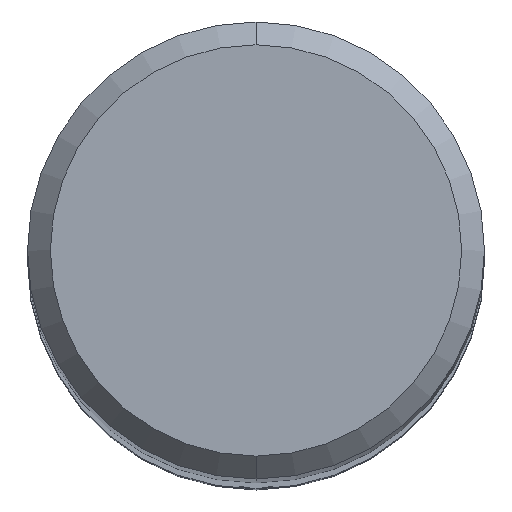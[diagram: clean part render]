
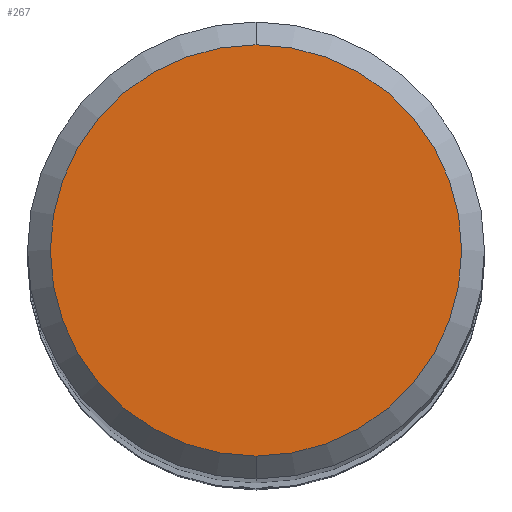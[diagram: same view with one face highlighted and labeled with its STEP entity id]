
A CAD part, top view. The second image highlights one B-rep face of the part: STEP entity #267.
In plain terms, the highlighted planar face has unit normal (0, 0, 1).
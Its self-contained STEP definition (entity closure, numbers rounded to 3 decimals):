
#267=ADVANCED_FACE('',(#607),#608,.T.);
#277=VERTEX_POINT('',#620);
#295=VERTEX_POINT('',#639);
#319=EDGE_CURVE('',#295,#277,#665,.T.);
#339=EDGE_CURVE('',#277,#295,#690,.T.);
#607=FACE_OUTER_BOUND('',#995,.T.);
#608=PLANE('',#996);
#620=CARTESIAN_POINT('',(0.0,4.5,0.));
#639=CARTESIAN_POINT('',(0.,-4.5,0.));
#665=CIRCLE('',#1143,4.5);
#690=CIRCLE('',#1202,4.5);
#995=EDGE_LOOP('',(#1698,#1699));
#996=AXIS2_PLACEMENT_3D('',#1700,#1701,#1702);
#1143=AXIS2_PLACEMENT_3D('',#1765,#1766,#1767);
#1202=AXIS2_PLACEMENT_3D('',#1803,#1804,#1805);
#1698=ORIENTED_EDGE('',*,*,#339,.F.);
#1699=ORIENTED_EDGE('',*,*,#319,.F.);
#1700=CARTESIAN_POINT('',(0.0,2.25,0.));
#1701=DIRECTION('',(-0.0,0.0,1.0));
#1702=DIRECTION('',(0.0,-1.0,0.0));
#1765=CARTESIAN_POINT('',(0.0,0.0,0.));
#1766=DIRECTION('',(0.0,0.0,-1.0));
#1767=DIRECTION('',(0.0,1.0,0.0));
#1803=CARTESIAN_POINT('',(0.0,0.0,0.));
#1804=DIRECTION('',(0.0,0.0,-1.0));
#1805=DIRECTION('',(0.0,1.0,0.0));
